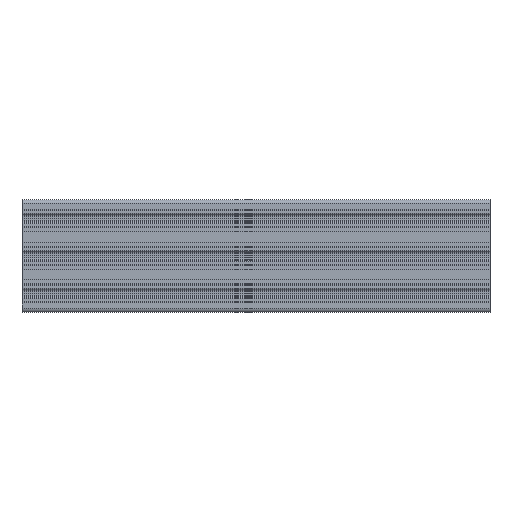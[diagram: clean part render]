
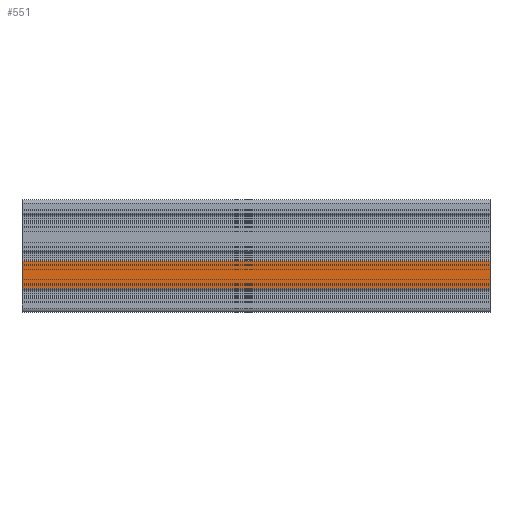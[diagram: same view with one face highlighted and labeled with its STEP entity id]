
A CAD part, top view. The second image highlights one B-rep face of the part: STEP entity #551.
In plain terms, the highlighted planar face has unit normal (0, 0, 1).
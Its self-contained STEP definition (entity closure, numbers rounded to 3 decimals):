
#5 = LINE ( 'NONE', #13708, #11139 ) ;
#481 = CARTESIAN_POINT ( 'NONE',  ( 2000., -5.5, 4860. ) ) ;
#551 = ADVANCED_FACE ( 'NONE', ( #2268 ), #14761, .F. ) ;
#629 = VERTEX_POINT ( 'NONE', #481 ) ;
#834 = CARTESIAN_POINT ( 'NONE',  ( 1500., -34.5, 4860. ) ) ;
#1451 = DIRECTION ( 'NONE',  ( 0., 1., 0. ) ) ;
#1972 = LINE ( 'NONE', #4612, #5079 ) ;
#2268 = FACE_OUTER_BOUND ( 'NONE', #10617, .T. ) ;
#2763 = VECTOR ( 'NONE', #3501, 1000. ) ;
#3494 = VERTEX_POINT ( 'NONE', #3814 ) ;
#3501 = DIRECTION ( 'NONE',  ( 1., 0., 0. ) ) ;
#3579 = CARTESIAN_POINT ( 'NONE',  ( 1500., -34.5, 4860. ) ) ;
#3637 = DIRECTION ( 'NONE',  ( 0., 1., 0. ) ) ;
#3814 = CARTESIAN_POINT ( 'NONE',  ( 2000., -34.5, 4860. ) ) ;
#4045 = EDGE_CURVE ( 'NONE', #12324, #629, #1972, .T. ) ;
#4227 = EDGE_CURVE ( 'NONE', #15522, #3494, #15909, .T. ) ;
#4612 = CARTESIAN_POINT ( 'NONE',  ( 1500., -5.5, 4860. ) ) ;
#4802 = ORIENTED_EDGE ( 'NONE', *, *, #4045, .F. ) ;
#5079 = VECTOR ( 'NONE', #8167, 1000. ) ;
#7425 = CARTESIAN_POINT ( 'NONE',  ( 1500., -34.5, 4860. ) ) ;
#8167 = DIRECTION ( 'NONE',  ( 1., 0., 0. ) ) ;
#9090 = EDGE_CURVE ( 'NONE', #3494, #629, #5, .T. ) ;
#10617 = EDGE_LOOP ( 'NONE', ( #14507, #4802, #13990, #14382 ) ) ;
#10666 = EDGE_CURVE ( 'NONE', #15522, #12324, #13238, .T. ) ;
#11139 = VECTOR ( 'NONE', #3637, 1000. ) ;
#11272 = AXIS2_PLACEMENT_3D ( 'NONE', #7425, #14667, #12015 ) ;
#11631 = CARTESIAN_POINT ( 'NONE',  ( 1500., -5.5, 4860. ) ) ;
#12015 = DIRECTION ( 'NONE',  ( -1., 0., 0. ) ) ;
#12324 = VERTEX_POINT ( 'NONE', #11631 ) ;
#13238 = LINE ( 'NONE', #15818, #15546 ) ;
#13708 = CARTESIAN_POINT ( 'NONE',  ( 2000., -34.5, 4860. ) ) ;
#13990 = ORIENTED_EDGE ( 'NONE', *, *, #10666, .F. ) ;
#14382 = ORIENTED_EDGE ( 'NONE', *, *, #4227, .T. ) ;
#14507 = ORIENTED_EDGE ( 'NONE', *, *, #9090, .T. ) ;
#14667 = DIRECTION ( 'NONE',  ( 0., 0., -1. ) ) ;
#14761 = PLANE ( 'NONE',  #11272 ) ;
#15522 = VERTEX_POINT ( 'NONE', #834 ) ;
#15546 = VECTOR ( 'NONE', #1451, 1000. ) ;
#15818 = CARTESIAN_POINT ( 'NONE',  ( 1500., -34.5, 4860. ) ) ;
#15909 = LINE ( 'NONE', #3579, #2763 ) ;
